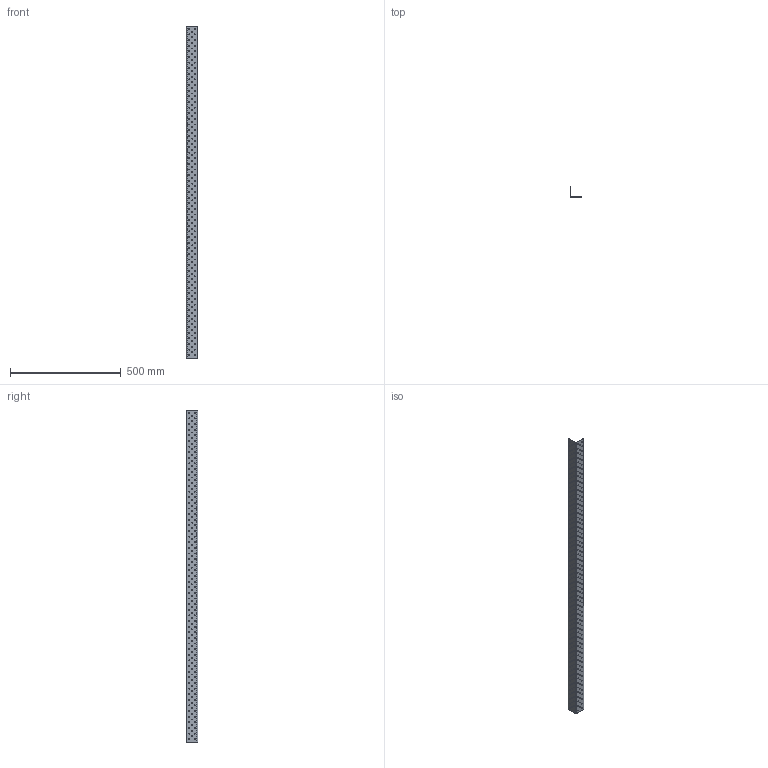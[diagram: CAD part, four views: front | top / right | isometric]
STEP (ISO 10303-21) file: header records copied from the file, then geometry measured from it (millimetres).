
FILE_DESCRIPTION (( 'STEP AP214' ), '1' );
FILE_NAME ('217-4110-STEP-20140806.STEP', '2014-08-06T22:02:10', ( '' ), ( '' ), 'SwSTEP 2.0', 'SolidWorks 2014', '' );
FILE_SCHEMA (( 'AUTOMOTIVE_DESIGN' ));
Length unit declared in the file: inch
Products named in the file (1): 217-4110-STEP-20140806
Bounding box: 50.8 x 50.8 x 1498.6 mm (x, y, z)
Volume: 326499.7 mm3; surface area: 303408.1 mm2
Topology: 1 solids, 1 shells, 722 faces, 2152 edges, 1432 vertices
Faces by surface type: cylinder 706, plane 16
Entity records: 26572 total; most frequent: DIRECTION 5010, CARTESIAN_POINT 4307, ORIENTED_EDGE 4304, EDGE_CURVE 2152, AXIS2_PLACEMENT_3D 2135, VERTEX_POINT 1432, EDGE_LOOP 1426, CIRCLE 1412
